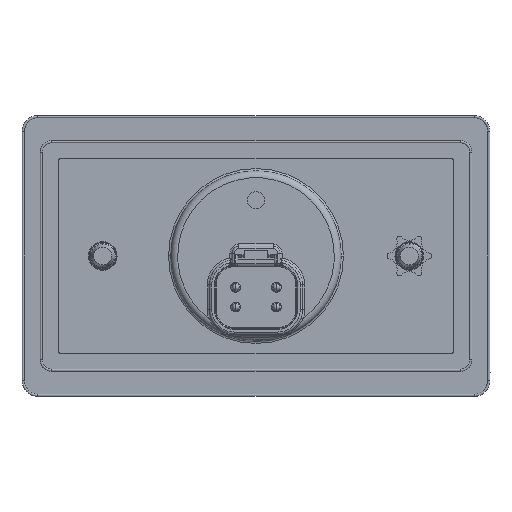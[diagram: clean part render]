
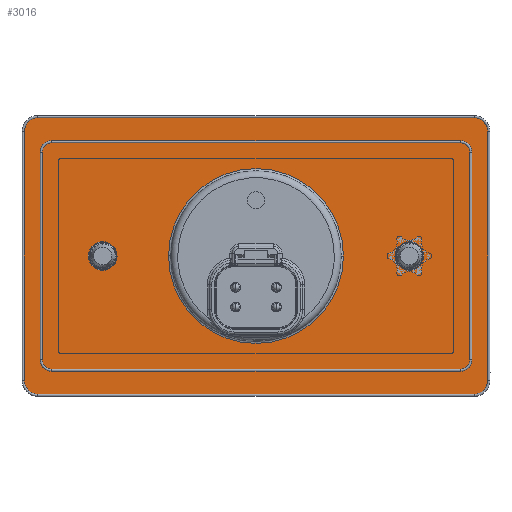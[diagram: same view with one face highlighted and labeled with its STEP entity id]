
A CAD part, front view. The second image highlights one B-rep face of the part: STEP entity #3016.
In plain terms, the highlighted planar face has unit normal (0, -1, 0).
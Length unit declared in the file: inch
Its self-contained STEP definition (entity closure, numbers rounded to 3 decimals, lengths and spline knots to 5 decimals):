
#13=DIRECTION('',(-1.,0.,0.));
#14=VECTOR('',#13,3.842);
#15=CARTESIAN_POINT('',(1.921,0.,1.21664));
#16=LINE('',#15,#14);
#17=CARTESIAN_POINT('',(1.921,0.,1.21664));
#18=CARTESIAN_POINT('',(1.92898,0.,1.21664));
#19=CARTESIAN_POINT('',(1.9446,0.,1.21501));
#20=CARTESIAN_POINT('',(1.96734,0.,1.20801));
#21=CARTESIAN_POINT('',(1.98833,0.,1.19655));
#22=CARTESIAN_POINT('',(2.00656,0.,1.18118));
#23=CARTESIAN_POINT('',(2.02154,0.,1.16259));
#24=CARTESIAN_POINT('',(2.0326,0.,1.14143));
#25=CARTESIAN_POINT('',(2.03942,0.,1.11836));
#26=CARTESIAN_POINT('',(2.041,0.,1.10256));
#27=CARTESIAN_POINT('',(2.041,0.,1.09448));
#29=DIRECTION('',(0.,0.,1.));
#30=VECTOR('',#29,2.18895);
#31=CARTESIAN_POINT('',(2.041,0.,-1.09448));
#32=LINE('',#31,#30);
#33=CARTESIAN_POINT('',(2.041,0.,-1.09448));
#34=CARTESIAN_POINT('',(2.041,0.,-1.10256));
#35=CARTESIAN_POINT('',(2.03941,0.,-1.11837));
#36=CARTESIAN_POINT('',(2.03265,0.,-1.14131));
#37=CARTESIAN_POINT('',(2.02157,0.,-1.16255));
#38=CARTESIAN_POINT('',(2.0066,0.,-1.18114));
#39=CARTESIAN_POINT('',(1.98835,0.,-1.19654));
#40=CARTESIAN_POINT('',(1.96744,0.,-1.20798));
#41=CARTESIAN_POINT('',(1.94456,0.,-1.21502));
#42=CARTESIAN_POINT('',(1.92896,0.,-1.21664));
#43=CARTESIAN_POINT('',(1.921,0.,-1.21664));
#45=DIRECTION('',(1.,0.,0.));
#46=VECTOR('',#45,3.842);
#47=CARTESIAN_POINT('',(-1.921,0.,-1.21664));
#48=LINE('',#47,#46);
#49=CARTESIAN_POINT('',(-1.921,0.,-1.21664));
#50=CARTESIAN_POINT('',(-1.92898,0.,-1.21664));
#51=CARTESIAN_POINT('',(-1.9446,0.,-1.21501));
#52=CARTESIAN_POINT('',(-1.96734,0.,-1.20801));
#53=CARTESIAN_POINT('',(-1.98833,0.,-1.19655));
#54=CARTESIAN_POINT('',(-2.00656,0.,-1.18118));
#55=CARTESIAN_POINT('',(-2.02154,0.,-1.16259));
#56=CARTESIAN_POINT('',(-2.0326,0.,-1.14143));
#57=CARTESIAN_POINT('',(-2.03942,0.,-1.11836));
#58=CARTESIAN_POINT('',(-2.041,0.,-1.10256));
#59=CARTESIAN_POINT('',(-2.041,0.,-1.09448));
#61=DIRECTION('',(0.,0.,-1.));
#62=VECTOR('',#61,2.18895);
#63=CARTESIAN_POINT('',(-2.041,0.,1.09448));
#64=LINE('',#63,#62);
#65=CARTESIAN_POINT('',(-2.041,0.,1.09448));
#66=CARTESIAN_POINT('',(-2.041,0.,1.10256));
#67=CARTESIAN_POINT('',(-2.03941,0.,1.11837));
#68=CARTESIAN_POINT('',(-2.03265,0.,1.14131));
#69=CARTESIAN_POINT('',(-2.02157,0.,1.16255));
#70=CARTESIAN_POINT('',(-2.0066,0.,1.18114));
#71=CARTESIAN_POINT('',(-1.98835,0.,1.19654));
#72=CARTESIAN_POINT('',(-1.96744,0.,1.20798));
#73=CARTESIAN_POINT('',(-1.94456,0.,1.21502));
#74=CARTESIAN_POINT('',(-1.92896,0.,1.21664));
#75=CARTESIAN_POINT('',(-1.921,0.,1.21664));
#2965=CARTESIAN_POINT('',(1.921,0.,1.21664));
#2966=CARTESIAN_POINT('',(-1.921,0.,1.21664));
#2967=VERTEX_POINT('',#2965);
#2968=VERTEX_POINT('',#2966);
#2973=VERTEX_POINT('',#65);
#2976=CARTESIAN_POINT('',(-2.041,0.,-1.09448));
#2977=VERTEX_POINT('',#2976);
#2980=VERTEX_POINT('',#49);
#2982=CARTESIAN_POINT('',(1.921,0.,-1.21664));
#2983=VERTEX_POINT('',#2982);
#2986=VERTEX_POINT('',#33);
#2989=CARTESIAN_POINT('',(2.041,0.,1.09448));
#2990=VERTEX_POINT('',#2989);
#2993=CARTESIAN_POINT('',(0.,0.,0.));
#2994=DIRECTION('',(0.,1.,0.));
#2995=DIRECTION('',(1.,0.,0.));
#2996=AXIS2_PLACEMENT_3D('',#2993,#2994,#2995);
#2997=PLANE('',#2996);
#2999=ORIENTED_EDGE('',*,*,#2998,.F.);
#3001=ORIENTED_EDGE('',*,*,#3000,.T.);
#3003=ORIENTED_EDGE('',*,*,#3002,.F.);
#3005=ORIENTED_EDGE('',*,*,#3004,.T.);
#3007=ORIENTED_EDGE('',*,*,#3006,.F.);
#3009=ORIENTED_EDGE('',*,*,#3008,.T.);
#3011=ORIENTED_EDGE('',*,*,#3010,.F.);
#3013=ORIENTED_EDGE('',*,*,#3012,.T.);
#3014=EDGE_LOOP('',(#2999,#3001,#3003,#3005,#3007,#3009,#3011,#3013));
#3015=FACE_OUTER_BOUND('',#3014,.F.);
#3016=ADVANCED_FACE('',(#3015),#2997,.F.);
#28=B_SPLINE_CURVE_WITH_KNOTS('',3,(#17,#18,#19,#20,#21,#22,#23,#24,#25,#26,
#27),.UNSPECIFIED.,.F.,.F.,(4,1,1,1,1,1,1,1,4),(0.,0.125,0.25,0.375,
0.5,0.625,0.75,0.875,1.),.UNSPECIFIED.);
#44=B_SPLINE_CURVE_WITH_KNOTS('',3,(#33,#34,#35,#36,#37,#38,#39,#40,#41,#42,
#43),.UNSPECIFIED.,.F.,.F.,(4,1,1,1,1,1,1,1,4),(0.,0.125,0.25,0.375,
0.5,0.625,0.75,0.875,1.),.UNSPECIFIED.);
#60=B_SPLINE_CURVE_WITH_KNOTS('',3,(#49,#50,#51,#52,#53,#54,#55,#56,#57,#58,
#59),.UNSPECIFIED.,.F.,.F.,(4,1,1,1,1,1,1,1,4),(0.,0.125,0.25,0.375,
0.5,0.625,0.75,0.875,1.),.UNSPECIFIED.);
#76=B_SPLINE_CURVE_WITH_KNOTS('',3,(#65,#66,#67,#68,#69,#70,#71,#72,#73,#74,
#75),.UNSPECIFIED.,.F.,.F.,(4,1,1,1,1,1,1,1,4),(0.,0.125,0.25,0.375,
0.5,0.625,0.75,0.875,1.),.UNSPECIFIED.);
#2998=EDGE_CURVE('',#2967,#2968,#16,.T.);
#3000=EDGE_CURVE('',#2967,#2990,#28,.T.);
#3002=EDGE_CURVE('',#2986,#2990,#32,.T.);
#3004=EDGE_CURVE('',#2986,#2983,#44,.T.);
#3006=EDGE_CURVE('',#2980,#2983,#48,.T.);
#3008=EDGE_CURVE('',#2980,#2977,#60,.T.);
#3010=EDGE_CURVE('',#2973,#2977,#64,.T.);
#3012=EDGE_CURVE('',#2973,#2968,#76,.T.);
